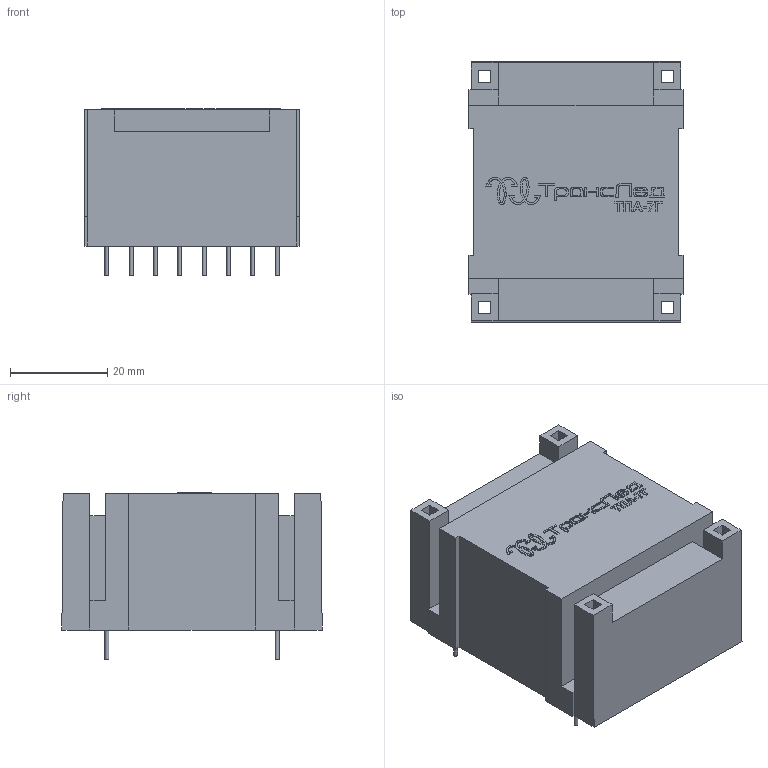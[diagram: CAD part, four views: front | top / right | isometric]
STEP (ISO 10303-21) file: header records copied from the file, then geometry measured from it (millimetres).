
FILE_DESCRIPTION(/* description */ (''),/* implementation_level */ '2;1');
FILE_NAME(/* name */ 'TPA-7G.step',/* time_stamp */ '2022-10-27T01:50:01+03:00',/* author */ (''),/* organization */ (''),/* preprocessor_version */ 'ST-DEVELOPER v19.2',/* originating_system */ 'Autodesk Translation Framework v11.17.0.187',/* authorisation */ '');
FILE_SCHEMA (('AUTOMOTIVE_DESIGN { 1 0 10303 214 3 1 1 }'));
Length unit declared in the file: millimetre
Products named in the file (1): TPA-7G
Bounding box: 44 x 53.5 x 34.2 mm (x, y, z)
Volume: 57985.8 mm3; surface area: 12746.3 mm2
Topology: 38 solids, 38 shells, 663 faces, 1750 edges, 1164 vertices
Faces by surface type: plane 381, bspline 264, cylinder 18
Full cylindrical faces by diameter (mm): 0.8 x16
Entity records: 21663 total; most frequent: CARTESIAN_POINT 7378, ORIENTED_EDGE 3500, DIRECTION 2078, EDGE_CURVE 1750, LINE 1186, VECTOR 1186, VERTEX_POINT 1164, EDGE_LOOP 692
